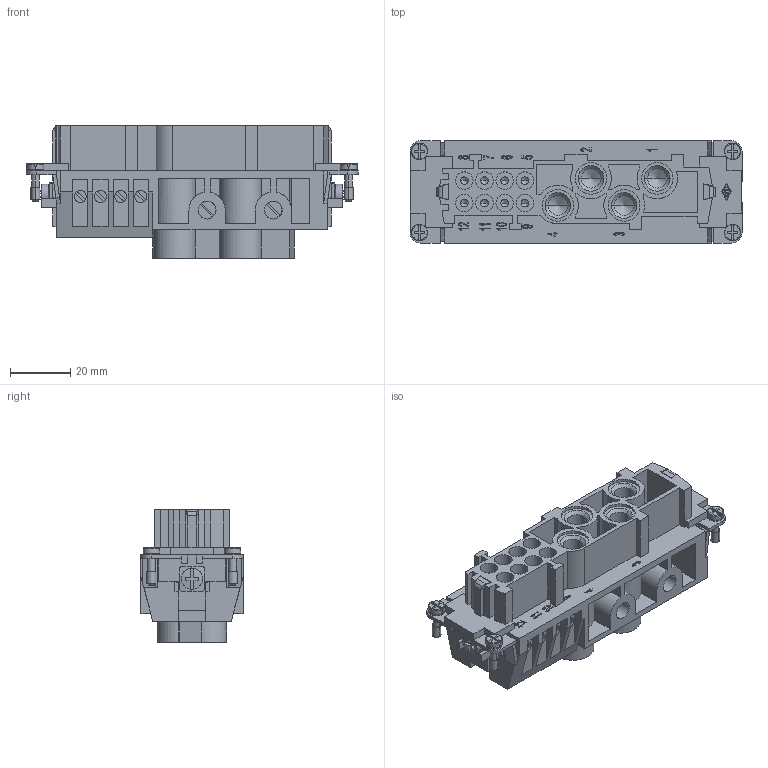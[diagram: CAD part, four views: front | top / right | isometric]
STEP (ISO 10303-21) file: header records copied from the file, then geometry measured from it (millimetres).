
FILE_DESCRIPTION((''),'2;1');
FILE_NAME('CXF 4_8.stp','2006-10-25T14:50:23',('gembarski'),(''),'Autodesk Inventor 7','Autodesk Inventor 7','');
FILE_SCHEMA(('AUTOMOTIVE_DESIGN { 1 0 10303 214 1 1 1 1 }'));
Length unit declared in the file: millimetre
Products named in the file (1): CXF 4_8
Bounding box: 110.3 x 34 x 44 mm (x, y, z)
Volume: 64014.7 mm3; surface area: 44090.7 mm2
Topology: 5 solids, 24 shells, 1761 faces, 4633 edges, 3034 vertices
Faces by surface type: plane 843, bspline 629, cylinder 263, cone 12, torus 10, sphere 4
Entity records: 59206 total; most frequent: CARTESIAN_POINT 17819, ORIENTED_EDGE 9236, DIRECTION 7339, EDGE_CURVE 4618, VECTOR 3067, LINE 3067, VERTEX_POINT 3034, AXIS2_PLACEMENT_3D 2136
